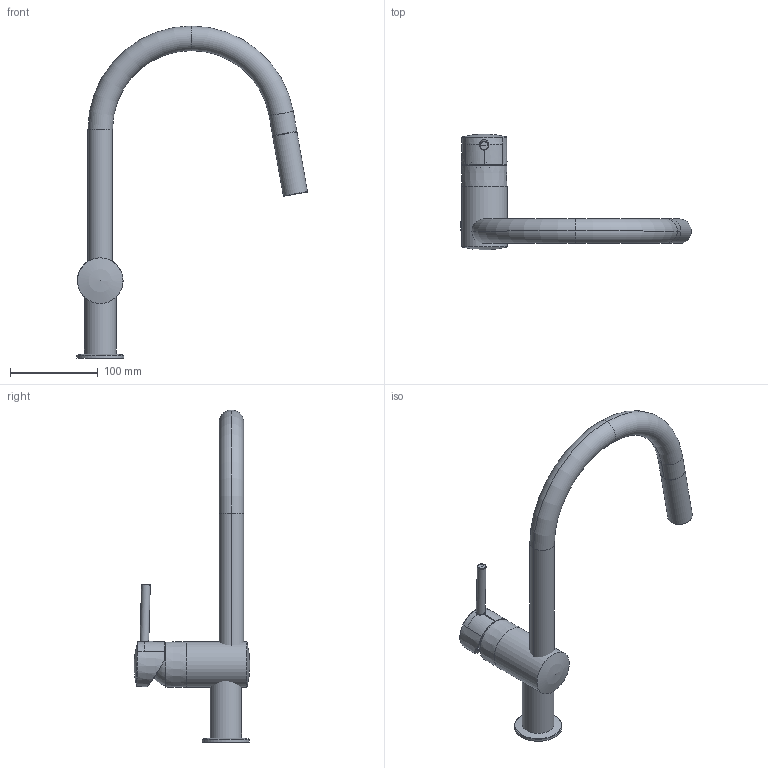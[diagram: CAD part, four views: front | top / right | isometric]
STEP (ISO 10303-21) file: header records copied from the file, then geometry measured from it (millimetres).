
FILE_DESCRIPTION(/* description */ ('Unknown'),/* implementation_level */ '2;1');
FILE_NAME(/* name */ '32321002',/* time_stamp */ '2022-09-01T04:52:15+02:00',/* author */ ('Unknown'),/* organization */ ('GROHE AG'),/* preprocessor_version */ 'ST-DEVELOPER v16.7',/* originating_system */ 'DEX',/* authorisation */ $);
FILE_SCHEMA (('AUTOMOTIVE_DESIGN {1 0 10303 214 3 1 1}'));
Length unit declared in the file: millimetre
Products named in the file (7): 32321002; 55513-10-01; 32321002_0; jama_tri; 32321002_1; 32321002_2
Assembly tree (6 placements, depth 2):
  32321002
    55513-10-01
    32321002
    32321002_0
    jama_tri
    32321002_1
    32321002_2
Bounding box: 263.31 x 131.96 x 378.69 mm (x, y, z)
Volume: 520245.6 mm3; surface area: 118775.8 mm2
Topology: 6 solids, 6 shells, 251 faces, 618 edges, 383 vertices
Faces by surface type: bspline 70, plane 65, cylinder 54, torus 34, cone 21, sphere 7
Full cylindrical faces by diameter (mm): 10 x1, 28 x1, 31.61 x1, 32 x1, 34 x1, 34.2 x1, 34.4 x1, 36 x1, 48.5 x1, 52 x1, 54 x1
Entity records: 12332 total; most frequent: CARTESIAN_POINT 6261, ORIENTED_EDGE 1146, DIRECTION 831, EDGE_CURVE 573, VERTEX_POINT 368, AXIS2_PLACEMENT_3D 357, EDGE_LOOP 287, FACE_BOUND 287
